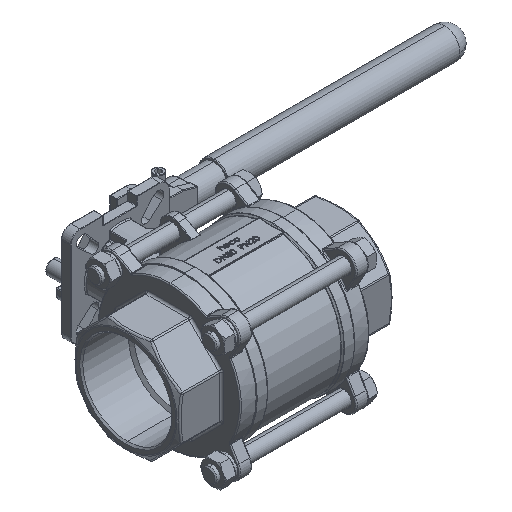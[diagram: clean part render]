
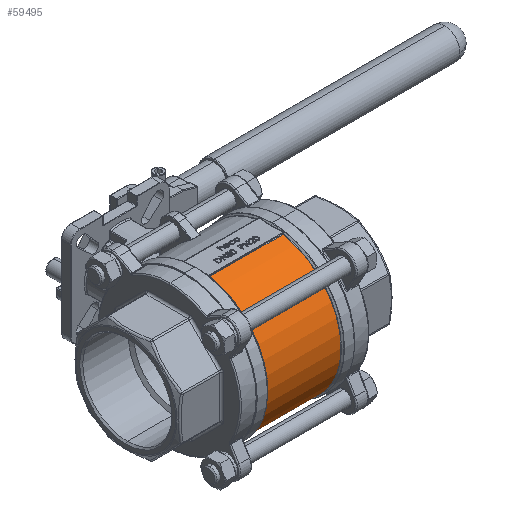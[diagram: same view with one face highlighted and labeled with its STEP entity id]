
A CAD part, isometric view. The second image highlights one B-rep face of the part: STEP entity #59495.
In plain terms, the highlighted cylindrical face has radius 67.5 mm (diameter 135 mm), a partial arc.
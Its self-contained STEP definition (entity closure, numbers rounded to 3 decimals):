
#924 = CARTESIAN_POINT ( 'NONE',  ( 34.793, -12.327, 66.365 ) ) ;
#1278 = FACE_OUTER_BOUND ( 'NONE', #37858, .T. ) ;
#2622 = CARTESIAN_POINT ( 'NONE',  ( 36.5, -12.327, 66.365 ) ) ;
#6402 = EDGE_CURVE ( 'NONE', #70710, #38834, #9054, .T. ) ;
#6744 = DIRECTION ( 'NONE',  ( 1., 0., 0. ) ) ;
#7944 = ORIENTED_EDGE ( 'NONE', *, *, #42961, .T. ) ;
#9054 = LINE ( 'NONE', #2622, #66062 ) ;
#10862 = EDGE_CURVE ( 'NONE', #31015, #63058, #54677, .T. ) ;
#12399 = CARTESIAN_POINT ( 'NONE',  ( 36.5, 0., 0. ) ) ;
#16412 = CARTESIAN_POINT ( 'NONE',  ( -34.793, -12.327, 66.365 ) ) ;
#17972 = CARTESIAN_POINT ( 'NONE',  ( 36.5, -12.327, -66.365 ) ) ;
#20706 = ORIENTED_EDGE ( 'NONE', *, *, #6402, .T. ) ;
#23318 = AXIS2_PLACEMENT_3D ( 'NONE', #45586, #51625, #40020 ) ;
#24801 = DIRECTION ( 'NONE',  ( 0., 0., 1. ) ) ;
#26076 = CIRCLE ( 'NONE', #23318, 67.5 ) ;
#26082 = ORIENTED_EDGE ( 'NONE', *, *, #10862, .T. ) ;
#29545 = DIRECTION ( 'NONE',  ( 1., 0., 0. ) ) ;
#29602 = AXIS2_PLACEMENT_3D ( 'NONE', #47239, #6744, #47483 ) ;
#31015 = VERTEX_POINT ( 'NONE', #69451 ) ;
#32990 = VECTOR ( 'NONE', #29545, 1000. ) ;
#36544 = CIRCLE ( 'NONE', #29602, 67.5 ) ;
#37858 = EDGE_LOOP ( 'NONE', ( #20706, #7944, #26082, #65886 ) ) ;
#38462 = AXIS2_PLACEMENT_3D ( 'NONE', #12399, #59171, #24801 ) ;
#38834 = VERTEX_POINT ( 'NONE', #16412 ) ;
#40020 = DIRECTION ( 'NONE',  ( 0., 0., 1. ) ) ;
#42961 = EDGE_CURVE ( 'NONE', #38834, #31015, #36544, .T. ) ;
#45586 = CARTESIAN_POINT ( 'NONE',  ( 34.793, 0., 0. ) ) ;
#47239 = CARTESIAN_POINT ( 'NONE',  ( -34.793, 0., 0. ) ) ;
#47483 = DIRECTION ( 'NONE',  ( 0., 0., -1. ) ) ;
#48507 = DIRECTION ( 'NONE',  ( -1., 0., 0. ) ) ;
#51625 = DIRECTION ( 'NONE',  ( -1., 0., 0. ) ) ;
#52443 = CARTESIAN_POINT ( 'NONE',  ( 34.793, -12.327, -66.365 ) ) ;
#54677 = LINE ( 'NONE', #17972, #32990 ) ;
#59171 = DIRECTION ( 'NONE',  ( -1., 0., 0. ) ) ;
#59495 = ADVANCED_FACE ( 'NONE', ( #1278 ), #68419, .T. ) ;
#63058 = VERTEX_POINT ( 'NONE', #52443 ) ;
#65886 = ORIENTED_EDGE ( 'NONE', *, *, #66484, .T. ) ;
#66062 = VECTOR ( 'NONE', #48507, 1000. ) ;
#66484 = EDGE_CURVE ( 'NONE', #63058, #70710, #26076, .T. ) ;
#68419 = CYLINDRICAL_SURFACE ( 'NONE', #38462, 67.5 ) ;
#69451 = CARTESIAN_POINT ( 'NONE',  ( -34.793, -12.327, -66.365 ) ) ;
#70710 = VERTEX_POINT ( 'NONE', #924 ) ;
